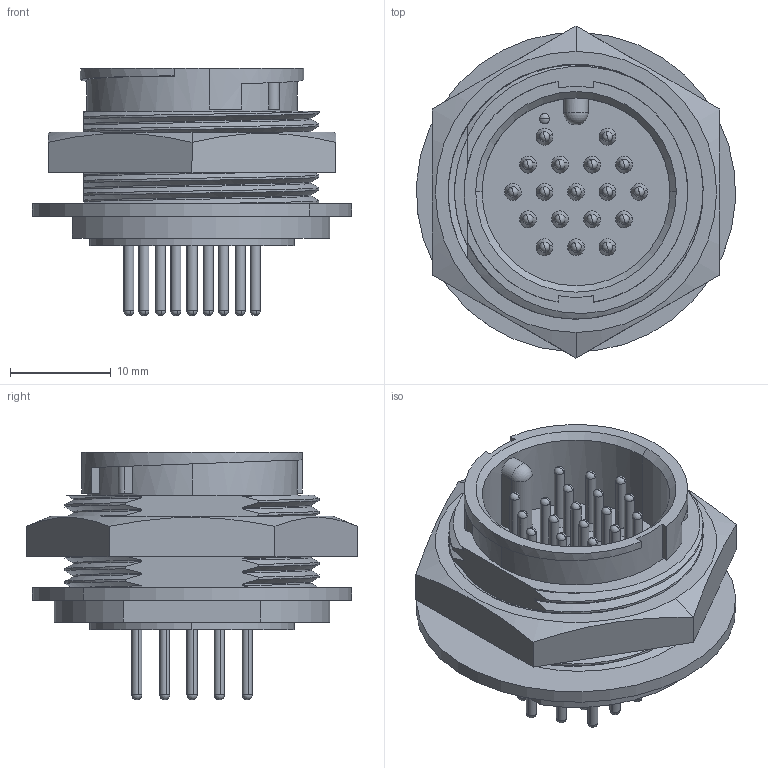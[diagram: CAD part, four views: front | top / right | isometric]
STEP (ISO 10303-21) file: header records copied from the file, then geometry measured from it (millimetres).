
FILE_DESCRIPTION (( 'STEP AP203' ), '1' );
FILE_NAME ('14292-18PG-3ES.STEP', '2013-08-20T14:45:31', ( '21FPBF1' ), ( 'Conxall' ), 'SwSTEP 2.0', 'SolidWorks 2012', '' );
FILE_SCHEMA (( 'CONFIG_CONTROL_DESIGN' ));
Length unit declared in the file: inch
Products named in the file (1): 14292-18PG-3ES
Bounding box: 31.71 x 33 x 24.61 mm (x, y, z)
Volume: 6712.6 mm3; surface area: 6163.1 mm2
Topology: 2 solids, 2 shells, 293 faces, 798 edges, 480 vertices
Faces by surface type: cylinder 120, sphere 77, cone 40, plane 36, bspline 20
Entity records: 16783 total; most frequent: CARTESIAN_POINT 9717, DIRECTION 1543, ORIENTED_EDGE 1448, EDGE_CURVE 724, AXIS2_PLACEMENT_3D 659, VERTEX_POINT 479, CIRCLE 385, EDGE_LOOP 339
